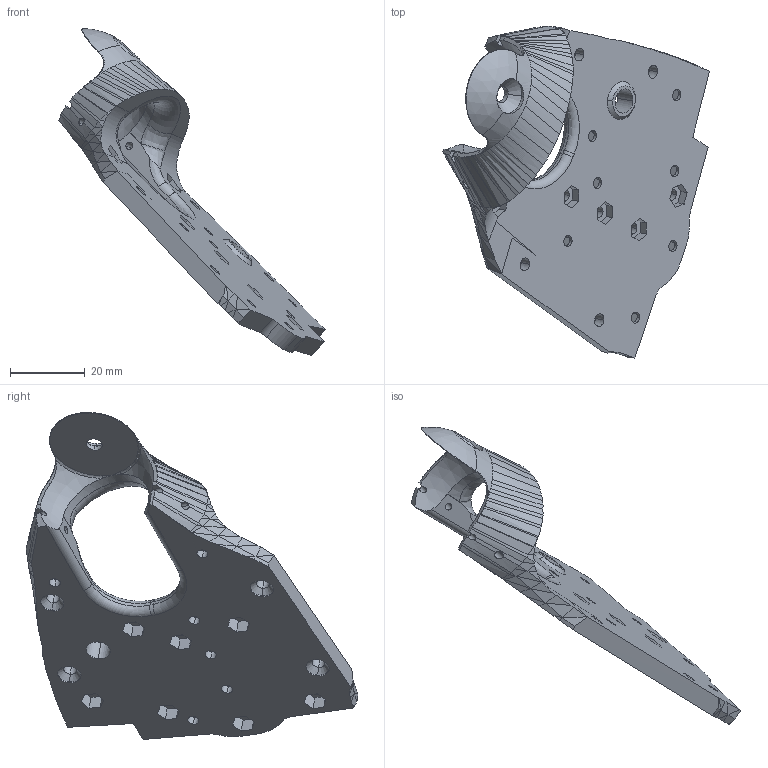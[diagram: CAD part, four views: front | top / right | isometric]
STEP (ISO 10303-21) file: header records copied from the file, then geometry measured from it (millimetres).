
FILE_DESCRIPTION((''),'2;1');
FILE_NAME('OBMP-FAH-1851','2023-10-12T14:36:46',('ccha425'),('Department of Mechanical Engineering, The University of Auckland'),'CREO PARAMETRIC BY PTC INC, 2017260','CREO PARAMETRIC BY PTC INC, 2017260','');
FILE_SCHEMA(('CONFIG_CONTROL_DESIGN'));
Length unit declared in the file: millimetre
Products named in the file (1): OBMP-FAH-1851
Bounding box: 71.08 x 88.47 x 87.19 mm (x, y, z)
Volume: 28851.3 mm3; surface area: 15273.7 mm2
Topology: 1 solids, 1 shells, 390 faces, 1064 edges, 681 vertices
Faces by surface type: plane 212, cylinder 85, bspline 68, cone 12, torus 10, sphere 3
Entity records: 15040 total; most frequent: CARTESIAN_POINT 5634, ORIENTED_EDGE 2124, DIRECTION 1648, EDGE_CURVE 1062, VERTEX_POINT 681, VECTOR 628, LINE 628, AXIS2_PLACEMENT_3D 510
